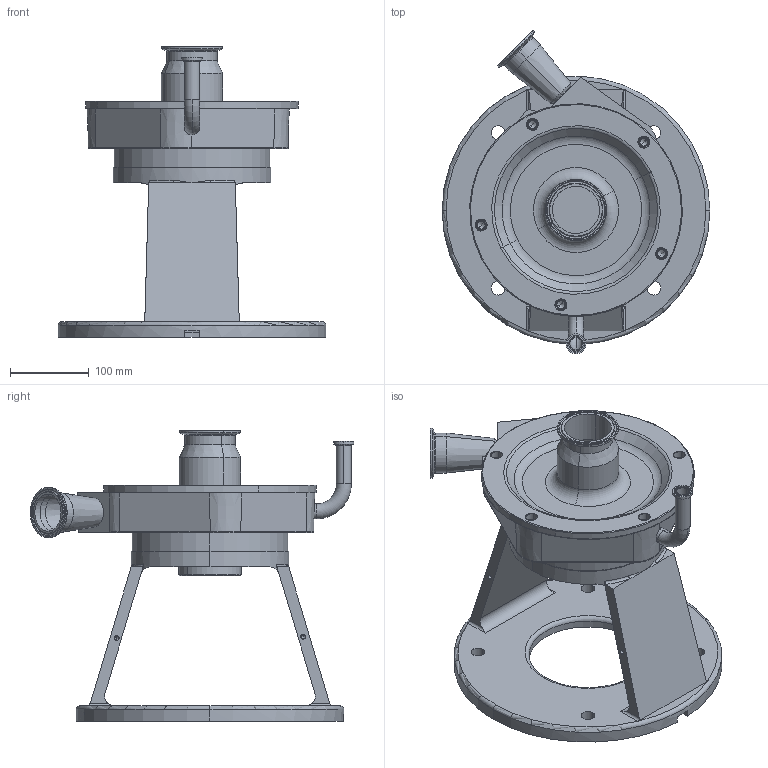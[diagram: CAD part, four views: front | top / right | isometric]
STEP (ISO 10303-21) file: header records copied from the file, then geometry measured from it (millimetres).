
FILE_DESCRIPTION (( 'STEP AP214' ), '1' );
FILE_NAME ('FPX 1741-1742 320TC 45L 3-4 IN ELBOW FRONT DRAIN.STEP', '2023-01-18T14:52:50', ( '' ), ( '' ), 'SwSTEP 2.0', 'SolidWorks 2021', '' );
FILE_SCHEMA (( 'AUTOMOTIVE_DESIGN' ));
Length unit declared in the file: millimetre
Products named in the file (1): FPX 1741-1742 320TC 45L 3-4 IN ELBOW FRONT DRAIN
Bounding box: 340 x 411.06 x 369 mm (x, y, z)
Volume: 4555994.5 mm3; surface area: 702381.3 mm2
Topology: 1 solids, 5 shells, 445 faces, 991 edges, 580 vertices
Faces by surface type: cylinder 165, cone 100, plane 90, torus 78, bspline 9, sphere 3
Entity records: 13550 total; most frequent: CARTESIAN_POINT 3543, DIRECTION 2317, ORIENTED_EDGE 1930, AXIS2_PLACEMENT_3D 994, EDGE_CURVE 965, VERTEX_POINT 580, CIRCLE 557, EDGE_LOOP 509
